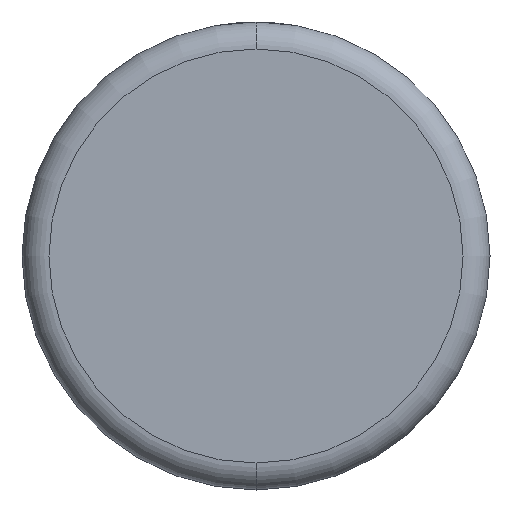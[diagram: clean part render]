
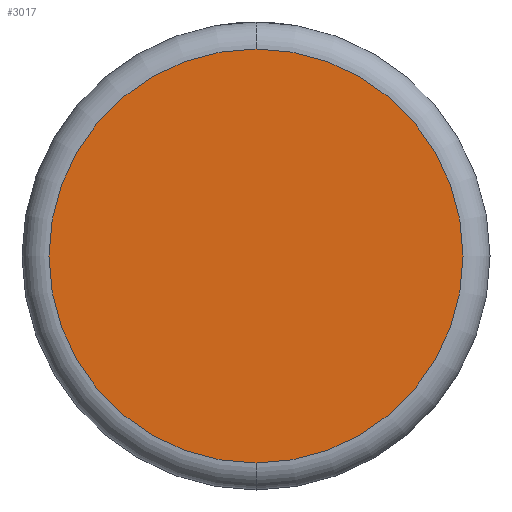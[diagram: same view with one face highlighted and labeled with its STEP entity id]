
A CAD part, front view. The second image highlights one B-rep face of the part: STEP entity #3017.
In plain terms, the highlighted planar face has unit normal (0, -1, 0).
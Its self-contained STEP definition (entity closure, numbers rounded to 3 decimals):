
#3 = AXIS2_PLACEMENT_3D ( 'NONE', #311, #3620, #2840 ) ;
#198 = DIRECTION ( 'NONE',  ( 0., -1., 0. ) ) ;
#311 = CARTESIAN_POINT ( 'NONE',  ( 0., 0., 0. ) ) ;
#328 = CARTESIAN_POINT ( 'NONE',  ( 0., 0., 20.35 ) ) ;
#821 = ORIENTED_EDGE ( 'NONE', *, *, #2697, .T. ) ;
#861 = FACE_OUTER_BOUND ( 'NONE', #3315, .T. ) ;
#918 = CARTESIAN_POINT ( 'NONE',  ( 0., 0., -20.35 ) ) ;
#1118 = CARTESIAN_POINT ( 'NONE',  ( 0., 0., 0. ) ) ;
#1418 = VERTEX_POINT ( 'NONE', #918 ) ;
#1532 = DIRECTION ( 'NONE',  ( 0., 0., 1. ) ) ;
#1931 = CIRCLE ( 'NONE', #3, 20.35 ) ;
#2162 = ORIENTED_EDGE ( 'NONE', *, *, #2990, .T. ) ;
#2291 = AXIS2_PLACEMENT_3D ( 'NONE', #3102, #198, #3083 ) ;
#2514 = CIRCLE ( 'NONE', #2291, 20.35 ) ;
#2697 = EDGE_CURVE ( 'NONE', #1418, #4163, #1931, .T. ) ;
#2840 = DIRECTION ( 'NONE',  ( 0., 0., 1. ) ) ;
#2881 = PLANE ( 'NONE',  #3537 ) ;
#2930 = DIRECTION ( 'NONE',  ( 0., 1., 0. ) ) ;
#2990 = EDGE_CURVE ( 'NONE', #4163, #1418, #2514, .T. ) ;
#3017 = ADVANCED_FACE ( 'NONE', ( #861 ), #2881, .F. ) ;
#3083 = DIRECTION ( 'NONE',  ( 0., 0., 1. ) ) ;
#3102 = CARTESIAN_POINT ( 'NONE',  ( 0., 0., 0. ) ) ;
#3315 = EDGE_LOOP ( 'NONE', ( #2162, #821 ) ) ;
#3537 = AXIS2_PLACEMENT_3D ( 'NONE', #1118, #2930, #1532 ) ;
#3620 = DIRECTION ( 'NONE',  ( 0., -1., 0. ) ) ;
#4163 = VERTEX_POINT ( 'NONE', #328 ) ;
